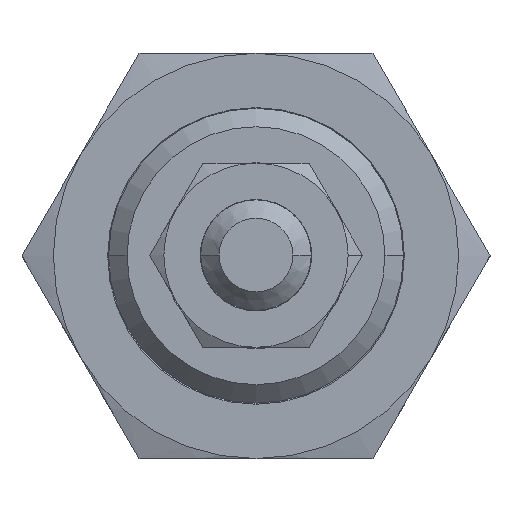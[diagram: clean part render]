
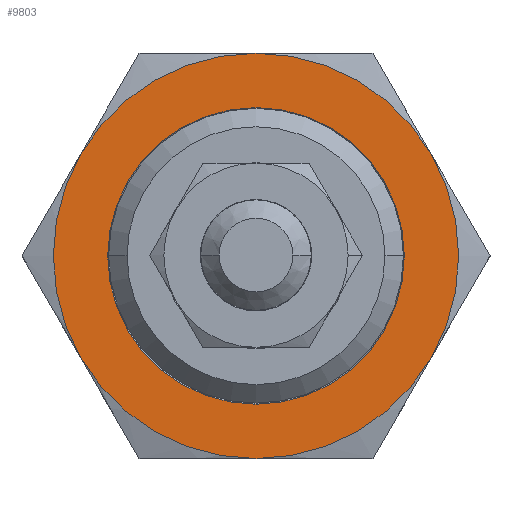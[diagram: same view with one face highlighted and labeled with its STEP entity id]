
A CAD part, top view. The second image highlights one B-rep face of the part: STEP entity #9803.
In plain terms, the highlighted planar face has unit normal (0, 0, 1).
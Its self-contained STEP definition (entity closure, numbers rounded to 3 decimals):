
#65 = DIRECTION ( 'NONE',  ( -0.866, -0.5, 0. ) ) ;
#186 = VERTEX_POINT ( 'NONE', #6629 ) ;
#193 = EDGE_CURVE ( 'NONE', #7613, #5411, #5300, .T. ) ;
#255 = DIRECTION ( 'NONE',  ( 0., 0., -1. ) ) ;
#430 = DIRECTION ( 'NONE',  ( 0., 0., -1. ) ) ;
#896 = AXIS2_PLACEMENT_3D ( 'NONE', #5908, #9588, #11673 ) ;
#930 = DIRECTION ( 'NONE',  ( 0., 0., -1. ) ) ;
#981 = CIRCLE ( 'NONE', #2529, 11. ) ;
#983 = CARTESIAN_POINT ( 'NONE',  ( 0., 0., 69. ) ) ;
#1036 = DIRECTION ( 'NONE',  ( -0.866, -0.5, 0. ) ) ;
#1250 = VERTEX_POINT ( 'NONE', #1777 ) ;
#1259 = FACE_OUTER_BOUND ( 'NONE', #7847, .T. ) ;
#1433 = AXIS2_PLACEMENT_3D ( 'NONE', #4071, #3149, #10622 ) ;
#1467 = ORIENTED_EDGE ( 'NONE', *, *, #6933, .F. ) ;
#1520 = DIRECTION ( 'NONE',  ( -0.866, -0.5, 0. ) ) ;
#1559 = AXIS2_PLACEMENT_3D ( 'NONE', #9477, #6896, #1036 ) ;
#1582 = AXIS2_PLACEMENT_3D ( 'NONE', #983, #4709, #65 ) ;
#1660 = CIRCLE ( 'NONE', #7904, 11. ) ;
#1777 = CARTESIAN_POINT ( 'NONE',  ( -9.526, 5.5, 69. ) ) ;
#1852 = CIRCLE ( 'NONE', #3614, 11. ) ;
#1903 = CARTESIAN_POINT ( 'NONE',  ( 9.526, -5.5, 69. ) ) ;
#2529 = AXIS2_PLACEMENT_3D ( 'NONE', #5477, #11129, #3522 ) ;
#2689 = CARTESIAN_POINT ( 'NONE',  ( 0., -11., 69. ) ) ;
#2705 = CARTESIAN_POINT ( 'NONE',  ( 9.526, 5.5, 69. ) ) ;
#2753 = AXIS2_PLACEMENT_3D ( 'NONE', #5778, #10315, #9528 ) ;
#3037 = EDGE_CURVE ( 'NONE', #186, #1250, #3798, .T. ) ;
#3119 = EDGE_CURVE ( 'NONE', #6532, #4320, #1852, .T. ) ;
#3149 = DIRECTION ( 'NONE',  ( 0., 0., -1. ) ) ;
#3174 = ORIENTED_EDGE ( 'NONE', *, *, #3037, .F. ) ;
#3296 = EDGE_CURVE ( 'NONE', #1250, #9589, #1660, .T. ) ;
#3522 = DIRECTION ( 'NONE',  ( -0.866, -0.5, 0. ) ) ;
#3614 = AXIS2_PLACEMENT_3D ( 'NONE', #5802, #255, #11328 ) ;
#3798 = CIRCLE ( 'NONE', #6329, 11. ) ;
#3927 = VERTEX_POINT ( 'NONE', #2705 ) ;
#4071 = CARTESIAN_POINT ( 'NONE',  ( 0., 0., 69. ) ) ;
#4099 = CIRCLE ( 'NONE', #1559, 11. ) ;
#4320 = VERTEX_POINT ( 'NONE', #2689 ) ;
#4412 = CIRCLE ( 'NONE', #896, 11. ) ;
#4709 = DIRECTION ( 'NONE',  ( 0., 0., -1. ) ) ;
#4712 = ORIENTED_EDGE ( 'NONE', *, *, #8120, .T. ) ;
#5110 = FACE_BOUND ( 'NONE', #5890, .T. ) ;
#5300 = CIRCLE ( 'NONE', #2753, 8.05 ) ;
#5411 = VERTEX_POINT ( 'NONE', #9989 ) ;
#5477 = CARTESIAN_POINT ( 'NONE',  ( 0., 0., 69. ) ) ;
#5501 = CARTESIAN_POINT ( 'NONE',  ( 0., 0., 69. ) ) ;
#5677 = CIRCLE ( 'NONE', #1582, 8.05 ) ;
#5778 = CARTESIAN_POINT ( 'NONE',  ( 0., 0., 69. ) ) ;
#5802 = CARTESIAN_POINT ( 'NONE',  ( 0., 0., 69. ) ) ;
#5890 = EDGE_LOOP ( 'NONE', ( #4712, #9070 ) ) ;
#5908 = CARTESIAN_POINT ( 'NONE',  ( 0., 0., 69. ) ) ;
#6310 = ORIENTED_EDGE ( 'NONE', *, *, #7295, .F. ) ;
#6329 = AXIS2_PLACEMENT_3D ( 'NONE', #5501, #930, #9054 ) ;
#6532 = VERTEX_POINT ( 'NONE', #1903 ) ;
#6629 = CARTESIAN_POINT ( 'NONE',  ( -9.526, -5.5, 69. ) ) ;
#6641 = ORIENTED_EDGE ( 'NONE', *, *, #3296, .F. ) ;
#6883 = CARTESIAN_POINT ( 'NONE',  ( -6.972, -4.025, 69. ) ) ;
#6896 = DIRECTION ( 'NONE',  ( 0., 0., -1. ) ) ;
#6933 = EDGE_CURVE ( 'NONE', #9589, #3927, #4099, .T. ) ;
#7295 = EDGE_CURVE ( 'NONE', #3927, #6532, #981, .T. ) ;
#7613 = VERTEX_POINT ( 'NONE', #6883 ) ;
#7847 = EDGE_LOOP ( 'NONE', ( #3174, #10385, #11393, #6310, #1467, #6641 ) ) ;
#7904 = AXIS2_PLACEMENT_3D ( 'NONE', #9849, #430, #1520 ) ;
#8120 = EDGE_CURVE ( 'NONE', #5411, #7613, #5677, .T. ) ;
#8714 = PLANE ( 'NONE',  #1433 ) ;
#9054 = DIRECTION ( 'NONE',  ( -0.866, -0.5, 0. ) ) ;
#9070 = ORIENTED_EDGE ( 'NONE', *, *, #193, .T. ) ;
#9477 = CARTESIAN_POINT ( 'NONE',  ( 0., 0., 69. ) ) ;
#9528 = DIRECTION ( 'NONE',  ( -0.866, -0.5, 0. ) ) ;
#9588 = DIRECTION ( 'NONE',  ( 0., 0., -1. ) ) ;
#9589 = VERTEX_POINT ( 'NONE', #10351 ) ;
#9803 = ADVANCED_FACE ( 'NONE', ( #5110, #1259 ), #8714, .F. ) ;
#9849 = CARTESIAN_POINT ( 'NONE',  ( 0., 0., 69. ) ) ;
#9989 = CARTESIAN_POINT ( 'NONE',  ( 6.972, 4.025, 69. ) ) ;
#10315 = DIRECTION ( 'NONE',  ( 0., 0., -1. ) ) ;
#10351 = CARTESIAN_POINT ( 'NONE',  ( 0., 11., 69. ) ) ;
#10385 = ORIENTED_EDGE ( 'NONE', *, *, #11607, .F. ) ;
#10622 = DIRECTION ( 'NONE',  ( -0.866, -0.5, 0. ) ) ;
#11129 = DIRECTION ( 'NONE',  ( 0., 0., -1. ) ) ;
#11328 = DIRECTION ( 'NONE',  ( -0.866, -0.5, 0. ) ) ;
#11393 = ORIENTED_EDGE ( 'NONE', *, *, #3119, .F. ) ;
#11607 = EDGE_CURVE ( 'NONE', #4320, #186, #4412, .T. ) ;
#11673 = DIRECTION ( 'NONE',  ( -0.866, -0.5, 0. ) ) ;
